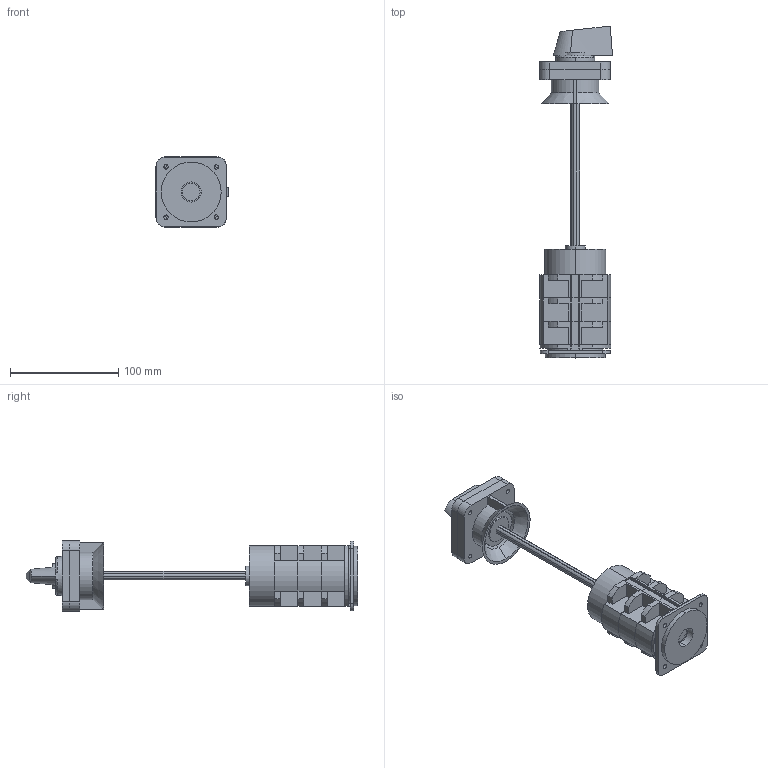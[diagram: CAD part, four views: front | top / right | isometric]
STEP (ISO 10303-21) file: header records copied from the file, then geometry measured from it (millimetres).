
FILE_DESCRIPTION (( 'STEP AP214' ), '1' );
FILE_NAME ('Êîíòàêòíàÿ ãðóïïà 3.STEP', '2023-08-03T02:37:42', ( '' ), ( '' ), 'SwSTEP 2.0', 'SolidWorks 2022', '' );
FILE_SCHEMA (( 'AUTOMOTIVE_DESIGN' ));
Length unit declared in the file: millimetre
Products named in the file (15): Контактная группа 3; Конус; контактный вверх; Дно; Контакт 3; Шток; Рычаг; Верх; Экран; Проставка экрана; Бобышка для экрана; контактный низ; Стержень; Ось; Втулка средняя
Assembly tree (16 placements, depth 3):
  Контактная группа 3
    Верх
      Рычаг
      Втулка средняя
      Шток
      Экран
      Бобышка для экрана
      Проставка экрана
      Стержень
      Конус
    Контакт 3
      Ось
      контактный вверх  x3
      контактный низ
      Дно
Bounding box: 67.28 x 306.08 x 65 mm (x, y, z)
Volume: 321112.4 mm3; surface area: 125042 mm2
Topology: 22 solids, 22 shells, 580 faces, 1523 edges, 1007 vertices
Faces by surface type: plane 361, cylinder 196, cone 15, bspline 5, torus 3
Entity records: 14747 total; most frequent: CARTESIAN_POINT 2645, DIRECTION 2445, ORIENTED_EDGE 2350, EDGE_CURVE 1175, AXIS2_PLACEMENT_3D 835, LINE 775, VERTEX_POINT 775, VECTOR 775
